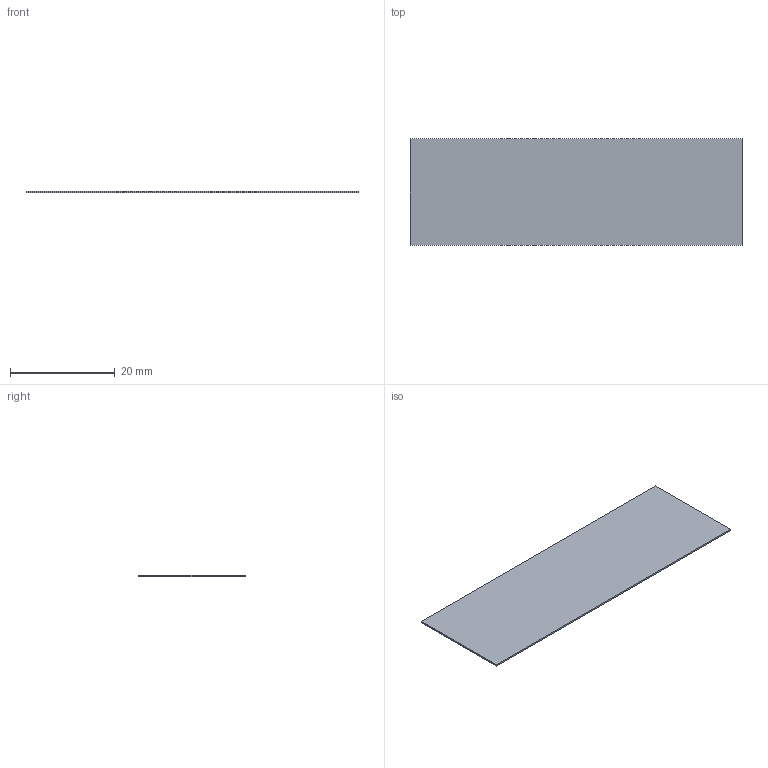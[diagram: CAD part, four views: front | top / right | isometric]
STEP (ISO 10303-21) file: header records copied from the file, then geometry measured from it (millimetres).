
FILE_DESCRIPTION((''),'2;1');
FILE_NAME('700-33770-01','2013-03-18T',('jinga'),(''),'PRO/ENGINEER BY PARAMETRIC TECHNOLOGY CORPORATION, 2012200','PRO/ENGINEER BY PARAMETRIC TECHNOLOGY CORPORATION, 2012200','');
FILE_SCHEMA(('AUTOMOTIVE_DESIGN { 1 0 10303 214 1 1 1 1 }'));
Length unit declared in the file: inch
Products named in the file (1): 700-33770-01
Bounding box: 63.5 x 20.32 x 0.3 mm (x, y, z)
Volume: 393.3 mm3; surface area: 2631.7 mm2
Topology: 1 solids, 1 shells, 6 faces, 12 edges, 8 vertices
Faces by surface type: plane 6
Entity records: 484 total; most frequent: COLOUR_RGB 105, PROPERTY_DEFINITION 35, REPRESENTATION 34, PROPERTY_DEFINITION_REPRESENTATION 34, CARTESIAN_POINT 28, GENERAL_PROPERTY 28, GENERAL_PROPERTY_ASSOCIATION 28, DESCRIPTIVE_REPRESENTATION_ITEM 28
